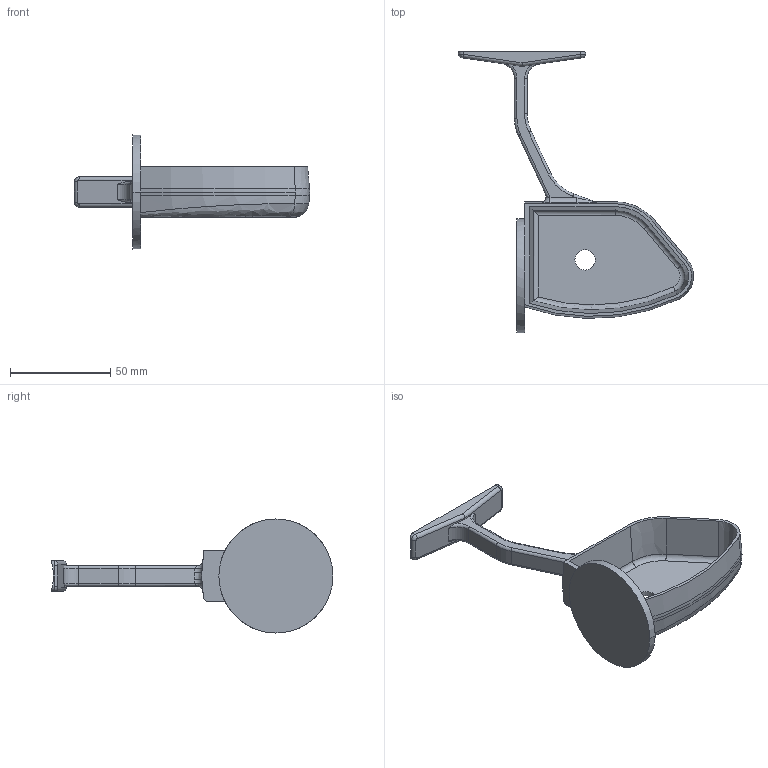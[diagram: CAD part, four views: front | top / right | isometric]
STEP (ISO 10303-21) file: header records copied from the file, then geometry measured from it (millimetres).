
FILE_DESCRIPTION(('produced by SPATIAL CORP'),'2;1');
FILE_NAME('final_reel.prt.hh.sat.stp' ,'2002-04-19T13:26:11+00:00',('SPATIAL CORP'),('SPATIAL CORP'), 'ACIS STEP Husk','http://www.spatial.com','SPATIAL CORP');
FILE_SCHEMA(('CONFIG_CONTROL_DESIGN'));
Length unit declared in the file: millimetre
Products named in the file (1): PRODUCT_ID_1
Bounding box: 117.38 x 140.62 x 56.9 mm (x, y, z)
Volume: 45109 mm3; surface area: 26447.7 mm2
Topology: 1 solids, 1 shells, 112 faces, 267 edges, 158 vertices
Faces by surface type: cylinder 43, plane 27, bspline 17, torus 16, cone 9
Entity records: 23259 total; most frequent: CARTESIAN_POINT 20746, ORIENTED_EDGE 534, DIRECTION 464, EDGE_CURVE 267, AXIS2_PLACEMENT_3D 176, VERTEX_POINT 158, EDGE_LOOP 115, FACE_BOUND 115
